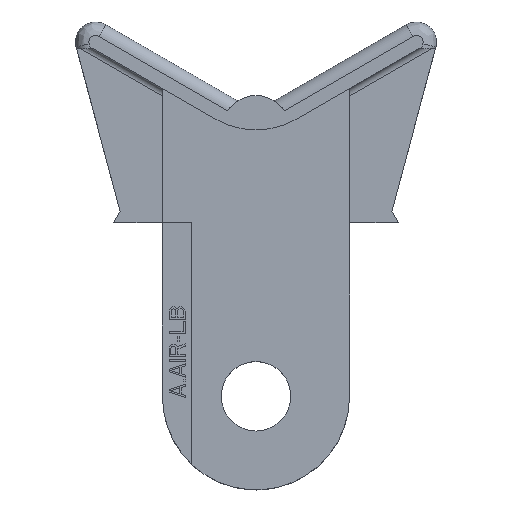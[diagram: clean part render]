
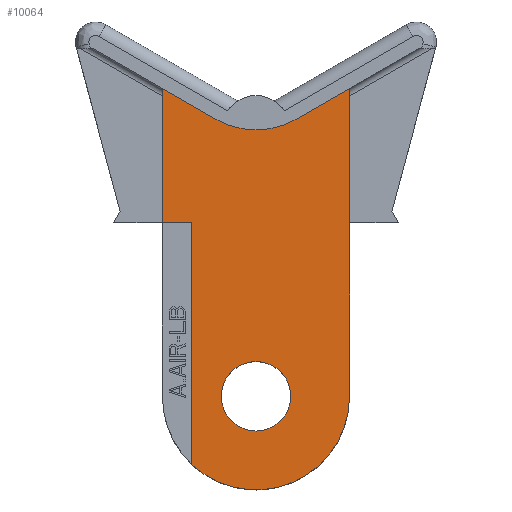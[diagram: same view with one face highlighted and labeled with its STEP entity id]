
A CAD part, top view. The second image highlights one B-rep face of the part: STEP entity #10064.
In plain terms, the highlighted planar face has unit normal (0, 0, 1).
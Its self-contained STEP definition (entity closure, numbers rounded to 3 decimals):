
#1843=DIRECTION('',(-0.866,0.5,0.));
#1844=VECTOR('',#1843,4.619);
#1845=CARTESIAN_POINT('',(-3.,7.726,7.));
#1846=LINE('',#1845,#1844);
#1851=CARTESIAN_POINT('',(0.,12.923,7.));
#1852=DIRECTION('',(0.,0.,1.));
#1853=DIRECTION('',(-0.5,-0.866,0.));
#1854=AXIS2_PLACEMENT_3D('',#1851,#1852,#1853);
#1856=CARTESIAN_POINT('',(0.,-13.,7.));
#1857=DIRECTION('',(0.,0.,-1.));
#1858=DIRECTION('',(1.,0.,0.));
#1859=AXIS2_PLACEMENT_3D('',#1856,#1857,#1858);
#1861=CARTESIAN_POINT('',(0.,-13.,7.));
#1862=DIRECTION('',(0.,0.,-1.));
#1863=DIRECTION('',(-1.,0.,0.));
#1864=AXIS2_PLACEMENT_3D('',#1861,#1862,#1863);
#1866=DIRECTION('',(0.,1.,0.));
#1867=VECTOR('',#1866,18.095);
#1868=CARTESIAN_POINT('',(-4.8,-18.095,7.));
#1869=LINE('',#1868,#1867);
#1870=DIRECTION('',(1.,0.,0.));
#1871=VECTOR('',#1870,2.2);
#1872=CARTESIAN_POINT('',(-7.,0.,7.));
#1873=LINE('',#1872,#1871);
#1874=DIRECTION('',(0.,-1.,0.));
#1875=VECTOR('',#1874,10.036);
#1876=CARTESIAN_POINT('',(-7.,10.036,7.));
#1877=LINE('',#1876,#1875);
#1878=DIRECTION('',(0.,1.,0.));
#1879=VECTOR('',#1878,23.036);
#1880=CARTESIAN_POINT('',(7.,-13.,7.));
#1881=LINE('',#1880,#1879);
#1882=CARTESIAN_POINT('',(0.,-13.,7.));
#1883=DIRECTION('',(0.,0.,1.));
#1884=DIRECTION('',(-0.686,-0.728,0.));
#1885=AXIS2_PLACEMENT_3D('',#1882,#1883,#1884);
#3464=DIRECTION('',(0.866,0.5,0.));
#3465=VECTOR('',#3464,4.619);
#3466=CARTESIAN_POINT('',(3.,7.726,7.));
#3467=LINE('',#3466,#3465);
#6611=CARTESIAN_POINT('',(2.6,-13.,7.));
#6612=CARTESIAN_POINT('',(-2.6,-13.,7.));
#6613=VERTEX_POINT('',#6611);
#6614=VERTEX_POINT('',#6612);
#6615=CARTESIAN_POINT('',(7.,-13.,7.));
#6616=VERTEX_POINT('',#6615);
#6629=CARTESIAN_POINT('',(7.,10.036,7.));
#6630=VERTEX_POINT('',#6629);
#6631=CARTESIAN_POINT('',(3.,7.726,7.));
#6632=VERTEX_POINT('',#6631);
#6633=CARTESIAN_POINT('',(-3.,7.726,7.));
#6634=CARTESIAN_POINT('',(-7.,10.036,7.));
#6635=VERTEX_POINT('',#6633);
#6636=VERTEX_POINT('',#6634);
#6645=CARTESIAN_POINT('',(-4.8,-18.095,7.));
#6646=CARTESIAN_POINT('',(-4.8,0.,7.));
#6647=VERTEX_POINT('',#6645);
#6648=VERTEX_POINT('',#6646);
#6649=CARTESIAN_POINT('',(-7.,0.,7.));
#6650=VERTEX_POINT('',#6649);
#10038=CARTESIAN_POINT('',(0.,0.,7.));
#10039=DIRECTION('',(0.,0.,-1.));
#10040=DIRECTION('',(-1.,0.,0.));
#10041=AXIS2_PLACEMENT_3D('',#10038,#10039,#10040);
#10042=PLANE('',#10041);
#10044=ORIENTED_EDGE('',*,*,#10043,.T.);
#10046=ORIENTED_EDGE('',*,*,#10045,.F.);
#10047=ORIENTED_EDGE('',*,*,#9991,.F.);
#10048=ORIENTED_EDGE('',*,*,#10018,.F.);
#10049=ORIENTED_EDGE('',*,*,#10029,.T.);
#10051=ORIENTED_EDGE('',*,*,#10050,.T.);
#10053=ORIENTED_EDGE('',*,*,#10052,.F.);
#10055=ORIENTED_EDGE('',*,*,#10054,.F.);
#10056=EDGE_LOOP('',(#10044,#10046,#10047,#10048,#10049,#10051,#10053,#10055));
#10057=FACE_OUTER_BOUND('',#10056,.F.);
#10059=ORIENTED_EDGE('',*,*,#10058,.F.);
#10061=ORIENTED_EDGE('',*,*,#10060,.F.);
#10062=EDGE_LOOP('',(#10059,#10061));
#10063=FACE_BOUND('',#10062,.F.);
#10064=ADVANCED_FACE('',(#10057,#10063),#10042,.F.);
#1855=CIRCLE('',#1854,6.);
#1860=CIRCLE('',#1859,2.6);
#1865=CIRCLE('',#1864,2.6);
#1886=CIRCLE('',#1885,7.);
#9991=EDGE_CURVE('',#6636,#6650,#1877,.T.);
#10018=EDGE_CURVE('',#6635,#6636,#1846,.T.);
#10029=EDGE_CURVE('',#6635,#6632,#1855,.T.);
#10043=EDGE_CURVE('',#6647,#6648,#1869,.T.);
#10045=EDGE_CURVE('',#6650,#6648,#1873,.T.);
#10050=EDGE_CURVE('',#6632,#6630,#3467,.T.);
#10052=EDGE_CURVE('',#6616,#6630,#1881,.T.);
#10054=EDGE_CURVE('',#6647,#6616,#1886,.T.);
#10058=EDGE_CURVE('',#6613,#6614,#1860,.T.);
#10060=EDGE_CURVE('',#6614,#6613,#1865,.T.);
